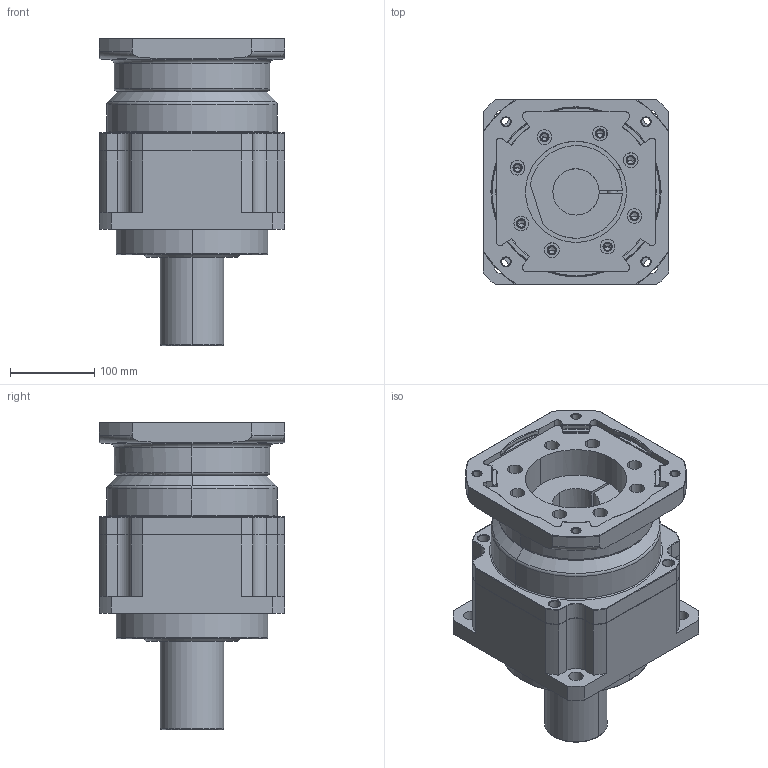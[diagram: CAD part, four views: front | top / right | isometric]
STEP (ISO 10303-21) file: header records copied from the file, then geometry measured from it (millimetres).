
FILE_DESCRIPTION((''),'2;1');
FILE_NAME('AB2201-P4170101_ASM','2008-02-21T',('d00280'),(''),'PRO/ENGINEER BY PARAMETRIC TECHNOLOGY CORPORATION, 2006170','PRO/ENGINEER BY PARAMETRIC TECHNOLOGY CORPORATION, 2006170','');
FILE_SCHEMA(('CONFIG_CONTROL_DESIGN'));
Length unit declared in the file: millimetre
Products named in the file (4): AB2201; PK970001; P4170101; AB2201-P4170101_ASM
Assembly tree (3 placements, depth 2):
  AB2201-P4170101_ASM
    AB2201
    PK970001
    P4170101
Bounding box: 220 x 220 x 364.5 mm (x, y, z)
Volume: 7825001.4 mm3; surface area: 583962.7 mm2
Topology: 3 solids, 16 shells, 498 faces, 1227 edges, 759 vertices
Faces by surface type: cylinder 213, plane 103, cone 100, torus 80, bspline 2
Entity records: 15644 total; most frequent: CARTESIAN_POINT 3435, DIRECTION 2752, ORIENTED_EDGE 2364, EDGE_CURVE 1209, AXIS2_PLACEMENT_3D 1134, VERTEX_POINT 759, CIRCLE 625, EDGE_LOOP 590
